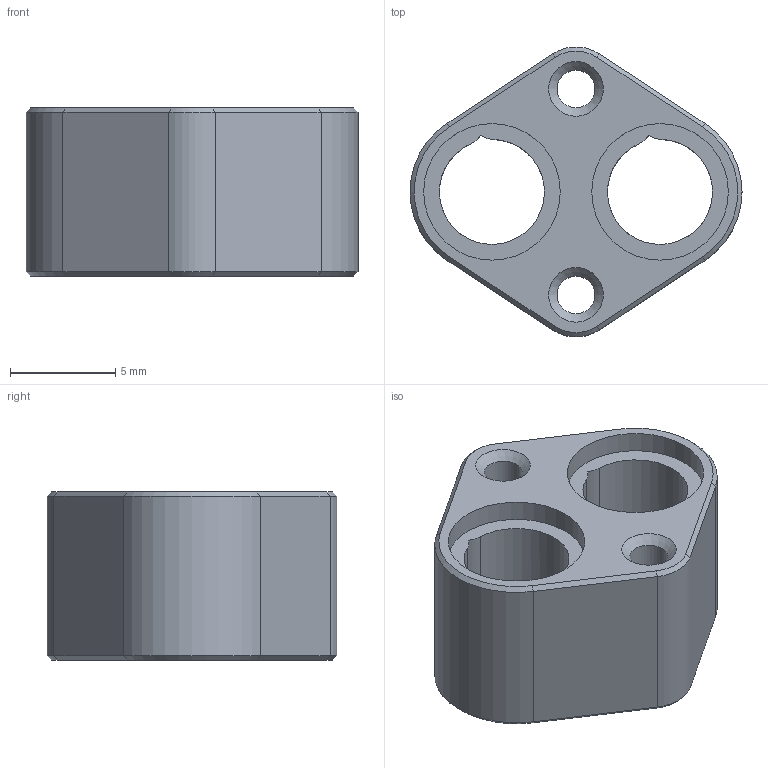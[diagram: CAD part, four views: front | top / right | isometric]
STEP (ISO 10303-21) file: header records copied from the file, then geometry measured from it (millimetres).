
FILE_DESCRIPTION(/* description */ (''),/* implementation_level */ '2;1');
FILE_NAME(/* name */ 'TOF_connector.step',/* time_stamp */ '2025-10-12T23:07:34+02:00',/* author */ (''),/* organization */ (''),/* preprocessor_version */ 'ST-DEVELOPER v20.1',/* originating_system */ 'Autodesk Translation Framework v14.17.0.0',/* authorisation */ '');
FILE_SCHEMA (('AUTOMOTIVE_DESIGN { 1 0 10303 214 3 1 1 }'));
Length unit declared in the file: millimetre
Products named in the file (1): TOF connector Joep
Bounding box: 15.8 x 13.79 x 8 mm (x, y, z)
Volume: 743.1 mm3; surface area: 894.2 mm2
Topology: 1 solids, 1 shells, 48 faces, 106 edges, 64 vertices
Faces by surface type: plane 18, cylinder 16, cone 14
Full cylindrical faces by diameter (mm): 1.8 x2, 6.5 x4
Entity records: 1383 total; most frequent: CARTESIAN_POINT 247, DIRECTION 244, ORIENTED_EDGE 212, EDGE_CURVE 106, AXIS2_PLACEMENT_3D 93, VERTEX_POINT 64, EDGE_LOOP 60, LINE 58
